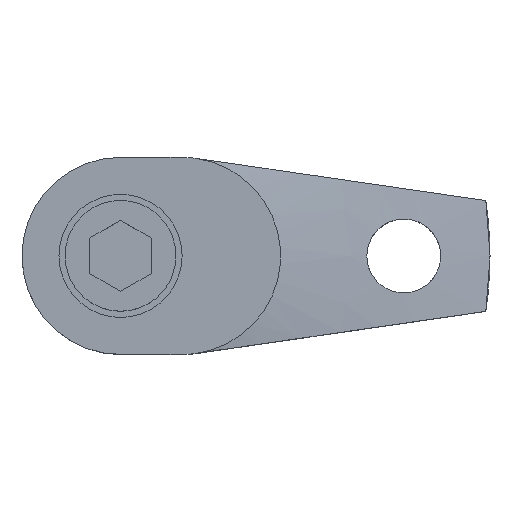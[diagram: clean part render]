
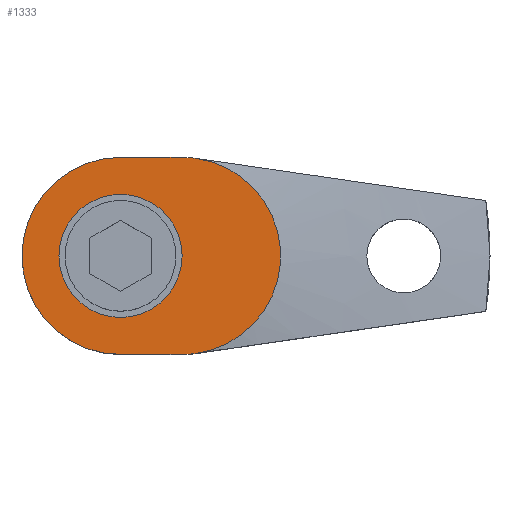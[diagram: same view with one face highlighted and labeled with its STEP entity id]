
A CAD part, top view. The second image highlights one B-rep face of the part: STEP entity #1333.
In plain terms, the highlighted planar face has unit normal (0, 0, 1).
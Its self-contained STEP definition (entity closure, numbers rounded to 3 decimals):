
#1 = DIRECTION ( 'NONE',  ( 1., 0., 0. ) ) ;
#8 = CARTESIAN_POINT ( 'NONE',  ( 10., 0., 57. ) ) ;
#34 = DIRECTION ( 'NONE',  ( -1., 0., 0. ) ) ;
#99 = FACE_OUTER_BOUND ( 'NONE', #1386, .T. ) ;
#128 = CARTESIAN_POINT ( 'NONE',  ( 10., 16., 57. ) ) ;
#148 = CARTESIAN_POINT ( 'NONE',  ( 10., 0., 57. ) ) ;
#150 = LINE ( 'NONE', #633, #1233 ) ;
#161 = EDGE_CURVE ( 'NONE', #407, #238, #1024, .T. ) ;
#162 = CARTESIAN_POINT ( 'NONE',  ( -16., 0., 57. ) ) ;
#189 = CARTESIAN_POINT ( 'NONE',  ( 0., 0., 57. ) ) ;
#228 = AXIS2_PLACEMENT_3D ( 'NONE', #148, #749, #34 ) ;
#238 = VERTEX_POINT ( 'NONE', #1100 ) ;
#252 = ORIENTED_EDGE ( 'NONE', *, *, #494, .T. ) ;
#257 = ORIENTED_EDGE ( 'NONE', *, *, #1140, .F. ) ;
#264 = DIRECTION ( 'NONE',  ( 0., 0., 1. ) ) ;
#289 = DIRECTION ( 'NONE',  ( 0., 0., 1. ) ) ;
#323 = EDGE_CURVE ( 'NONE', #857, #1310, #911, .T. ) ;
#328 = AXIS2_PLACEMENT_3D ( 'NONE', #761, #289, #662 ) ;
#343 = VERTEX_POINT ( 'NONE', #1229 ) ;
#407 = VERTEX_POINT ( 'NONE', #162 ) ;
#412 = VECTOR ( 'NONE', #706, 1000. ) ;
#442 = CARTESIAN_POINT ( 'NONE',  ( 12.301, -15.834, 57. ) ) ;
#451 = AXIS2_PLACEMENT_3D ( 'NONE', #628, #463, #1 ) ;
#463 = DIRECTION ( 'NONE',  ( 0., 0., 1. ) ) ;
#494 = EDGE_CURVE ( 'NONE', #981, #407, #972, .T. ) ;
#500 = DIRECTION ( 'NONE',  ( 0., 0., 1. ) ) ;
#511 = CIRCLE ( 'NONE', #841, 16. ) ;
#548 = ORIENTED_EDGE ( 'NONE', *, *, #557, .T. ) ;
#557 = EDGE_CURVE ( 'NONE', #343, #1310, #1232, .T. ) ;
#561 = DIRECTION ( 'NONE',  ( 0., 0., 1. ) ) ;
#565 = EDGE_LOOP ( 'NONE', ( #1411, #257 ) ) ;
#571 = DIRECTION ( 'NONE',  ( 0., 0., 1. ) ) ;
#589 = EDGE_CURVE ( 'NONE', #675, #1166, #1539, .T. ) ;
#628 = CARTESIAN_POINT ( 'NONE',  ( 10., 0., 57. ) ) ;
#633 = CARTESIAN_POINT ( 'NONE',  ( 10., 16., 57. ) ) ;
#659 = EDGE_CURVE ( 'NONE', #238, #343, #1347, .T. ) ;
#662 = DIRECTION ( 'NONE',  ( 1., 0., 0. ) ) ;
#675 = VERTEX_POINT ( 'NONE', #8 ) ;
#677 = DIRECTION ( 'NONE',  ( 1., 0., 0. ) ) ;
#697 = FACE_BOUND ( 'NONE', #565, .T. ) ;
#706 = DIRECTION ( 'NONE',  ( 1., 0., 0. ) ) ;
#710 = DIRECTION ( 'NONE',  ( 1., 0., 0. ) ) ;
#712 = ORIENTED_EDGE ( 'NONE', *, *, #323, .F. ) ;
#717 = AXIS2_PLACEMENT_3D ( 'NONE', #1183, #571, #1278 ) ;
#718 = DIRECTION ( 'NONE',  ( 1., 0., 0. ) ) ;
#726 = CARTESIAN_POINT ( 'NONE',  ( 0., 0., 57. ) ) ;
#742 = AXIS2_PLACEMENT_3D ( 'NONE', #189, #561, #677 ) ;
#746 = CIRCLE ( 'NONE', #328, 10. ) ;
#749 = DIRECTION ( 'NONE',  ( 0., 0., -1. ) ) ;
#761 = CARTESIAN_POINT ( 'NONE',  ( 0., 0., 57. ) ) ;
#837 = ORIENTED_EDGE ( 'NONE', *, *, #892, .T. ) ;
#838 = ORIENTED_EDGE ( 'NONE', *, *, #1154, .T. ) ;
#841 = AXIS2_PLACEMENT_3D ( 'NONE', #974, #264, #963 ) ;
#857 = VERTEX_POINT ( 'NONE', #889 ) ;
#868 = AXIS2_PLACEMENT_3D ( 'NONE', #726, #500, #718 ) ;
#889 = CARTESIAN_POINT ( 'NONE',  ( 12.301, 15.834, 57. ) ) ;
#892 = EDGE_CURVE ( 'NONE', #857, #1538, #511, .T. ) ;
#911 = CIRCLE ( 'NONE', #228, 16. ) ;
#963 = DIRECTION ( 'NONE',  ( 1., 0., 0. ) ) ;
#972 = CIRCLE ( 'NONE', #742, 16. ) ;
#974 = CARTESIAN_POINT ( 'NONE',  ( 10., 0., 57. ) ) ;
#981 = VERTEX_POINT ( 'NONE', #1145 ) ;
#1024 = CIRCLE ( 'NONE', #1195, 16. ) ;
#1100 = CARTESIAN_POINT ( 'NONE',  ( 0., -16., 57. ) ) ;
#1121 = DIRECTION ( 'NONE',  ( -1., 0., 0. ) ) ;
#1138 = ORIENTED_EDGE ( 'NONE', *, *, #659, .T. ) ;
#1140 = EDGE_CURVE ( 'NONE', #1166, #675, #746, .T. ) ;
#1142 = ORIENTED_EDGE ( 'NONE', *, *, #161, .T. ) ;
#1145 = CARTESIAN_POINT ( 'NONE',  ( 0., 16., 57. ) ) ;
#1154 = EDGE_CURVE ( 'NONE', #1538, #981, #150, .T. ) ;
#1157 = PLANE ( 'NONE',  #717 ) ;
#1166 = VERTEX_POINT ( 'NONE', #1365 ) ;
#1183 = CARTESIAN_POINT ( 'NONE',  ( 0., 0., 57. ) ) ;
#1195 = AXIS2_PLACEMENT_3D ( 'NONE', #1415, #1316, #710 ) ;
#1229 = CARTESIAN_POINT ( 'NONE',  ( 10., -16., 57. ) ) ;
#1232 = CIRCLE ( 'NONE', #451, 16. ) ;
#1233 = VECTOR ( 'NONE', #1121, 1000. ) ;
#1278 = DIRECTION ( 'NONE',  ( 1., 0., 0. ) ) ;
#1310 = VERTEX_POINT ( 'NONE', #442 ) ;
#1313 = CARTESIAN_POINT ( 'NONE',  ( 0., -16., 57. ) ) ;
#1316 = DIRECTION ( 'NONE',  ( 0., 0., 1. ) ) ;
#1333 = ADVANCED_FACE ( 'NONE', ( #697, #99 ), #1157, .T. ) ;
#1347 = LINE ( 'NONE', #1313, #412 ) ;
#1365 = CARTESIAN_POINT ( 'NONE',  ( -10., 0., 57. ) ) ;
#1386 = EDGE_LOOP ( 'NONE', ( #548, #712, #837, #838, #252, #1142, #1138 ) ) ;
#1411 = ORIENTED_EDGE ( 'NONE', *, *, #589, .F. ) ;
#1415 = CARTESIAN_POINT ( 'NONE',  ( 0., 0., 57. ) ) ;
#1538 = VERTEX_POINT ( 'NONE', #128 ) ;
#1539 = CIRCLE ( 'NONE', #868, 10. ) ;
